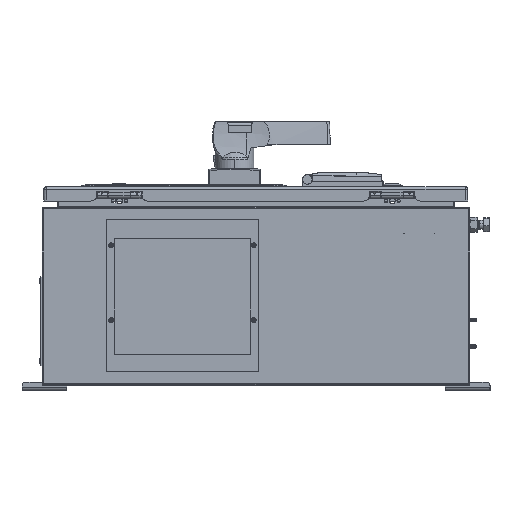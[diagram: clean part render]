
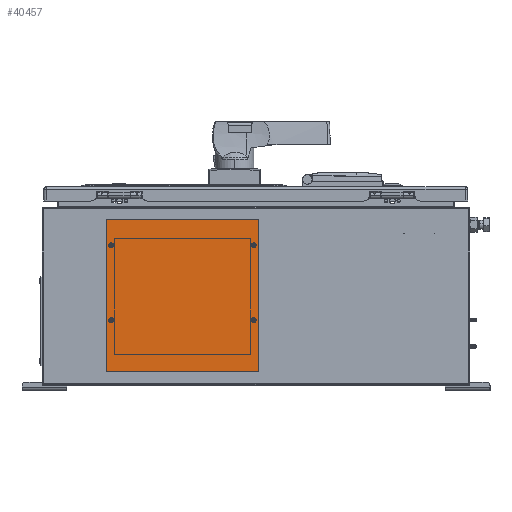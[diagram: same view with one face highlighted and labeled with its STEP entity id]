
A CAD part, left-side view. The second image highlights one B-rep face of the part: STEP entity #40457.
In plain terms, the highlighted planar face has unit normal (-1, 0, 0).
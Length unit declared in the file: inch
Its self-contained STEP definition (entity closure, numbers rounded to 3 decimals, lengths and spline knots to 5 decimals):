
#944 = VERTEX_POINT ( 'NONE', #53256 ) ;
#1876 = CARTESIAN_POINT ( 'NONE',  ( -12.0698, 0.13, 7.85 ) ) ;
#2119 = DIRECTION ( 'NONE',  ( 0., 0., 1. ) ) ;
#2227 = CARTESIAN_POINT ( 'NONE',  ( -12.0698, 0.0435, 7.85 ) ) ;
#2466 = CARTESIAN_POINT ( 'NONE',  ( -12.0698, 8.41125, 9.31875 ) ) ;
#3292 = EDGE_CURVE ( 'NONE', #46807, #43860, #34528, .T. ) ;
#3554 = AXIS2_PLACEMENT_3D ( 'NONE', #1876, #12477, #59188 ) ;
#3739 = VERTEX_POINT ( 'NONE', #60141 ) ;
#3839 = EDGE_LOOP ( 'NONE', ( #55764, #40413, #4151, #40370 ) ) ;
#3898 = DIRECTION ( 'NONE',  ( 0., -1., 0. ) ) ;
#4023 = CIRCLE ( 'NONE', #39920, 0.0865 ) ;
#4151 = ORIENTED_EDGE ( 'NONE', *, *, #40905, .F. ) ;
#6295 = EDGE_CURVE ( 'NONE', #32206, #55742, #29481, .T. ) ;
#6353 = FACE_BOUND ( 'NONE', #44770, .T. ) ;
#7451 = CARTESIAN_POINT ( 'NONE',  ( -12.0698, -0.15125, 0.75625 ) ) ;
#9000 = CARTESIAN_POINT ( 'NONE',  ( -12.0698, 0.13, 7.85 ) ) ;
#9545 = CARTESIAN_POINT ( 'NONE',  ( -12.0698, -0.15125, 9.31875 ) ) ;
#10048 = AXIS2_PLACEMENT_3D ( 'NONE', #24172, #13976, #29925 ) ;
#11052 = VERTEX_POINT ( 'NONE', #9545 ) ;
#11176 = AXIS2_PLACEMENT_3D ( 'NONE', #18943, #25098, #33884 ) ;
#11797 = CARTESIAN_POINT ( 'NONE',  ( -12.0698, 0.13, 3.64688 ) ) ;
#12030 = DIRECTION ( 'NONE',  ( 0., -1., 0. ) ) ;
#12477 = DIRECTION ( 'NONE',  ( 1., 0., 0. ) ) ;
#13000 = CARTESIAN_POINT ( 'NONE',  ( -12.0698, 8.41125, 0.75625 ) ) ;
#13412 = CIRCLE ( 'NONE', #3554, 0.0865 ) ;
#13976 = DIRECTION ( 'NONE',  ( 1., 0., 0. ) ) ;
#14137 = EDGE_CURVE ( 'NONE', #30844, #27150, #4023, .T. ) ;
#15198 = AXIS2_PLACEMENT_3D ( 'NONE', #30494, #41044, #36626 ) ;
#17265 = VECTOR ( 'NONE', #2119, 39.37008 ) ;
#17733 = CARTESIAN_POINT ( 'NONE',  ( -12.0698, 8.2165, 7.85 ) ) ;
#17765 = DIRECTION ( 'NONE',  ( 0., -1., 0. ) ) ;
#18943 = CARTESIAN_POINT ( 'NONE',  ( -12.0698, -0.15125, 0.75625 ) ) ;
#20544 = CIRCLE ( 'NONE', #31374, 0.0865 ) ;
#22571 = CARTESIAN_POINT ( 'NONE',  ( -12.0698, 8.13, 7.85 ) ) ;
#23296 = DIRECTION ( 'NONE',  ( 0., -1., 0. ) ) ;
#24172 = CARTESIAN_POINT ( 'NONE',  ( -12.0698, 0.13, 3.64688 ) ) ;
#25098 = DIRECTION ( 'NONE',  ( -1., 0., 0. ) ) ;
#26742 = ORIENTED_EDGE ( 'NONE', *, *, #52901, .T. ) ;
#27150 = VERTEX_POINT ( 'NONE', #37005 ) ;
#27383 = LINE ( 'NONE', #58780, #17265 ) ;
#27450 = DIRECTION ( 'NONE',  ( 0., -1., 0. ) ) ;
#28166 = FACE_OUTER_BOUND ( 'NONE', #3839, .T. ) ;
#28321 = EDGE_CURVE ( 'NONE', #43860, #46807, #13412, .T. ) ;
#29481 = CIRCLE ( 'NONE', #33781, 0.0865 ) ;
#29925 = DIRECTION ( 'NONE',  ( 0., -1., 0. ) ) ;
#30494 = CARTESIAN_POINT ( 'NONE',  ( -12.0698, 8.13, 7.85 ) ) ;
#30584 = CARTESIAN_POINT ( 'NONE',  ( -12.0698, 0.0435, 3.64688 ) ) ;
#30844 = VERTEX_POINT ( 'NONE', #30584 ) ;
#31374 = AXIS2_PLACEMENT_3D ( 'NONE', #60533, #55404, #3898 ) ;
#32206 = VERTEX_POINT ( 'NONE', #17733 ) ;
#32894 = FACE_BOUND ( 'NONE', #49888, .T. ) ;
#33781 = AXIS2_PLACEMENT_3D ( 'NONE', #22571, #49408, #17765 ) ;
#33884 = DIRECTION ( 'NONE',  ( 0., -1., 0. ) ) ;
#34528 = CIRCLE ( 'NONE', #43218, 0.0865 ) ;
#34568 = EDGE_LOOP ( 'NONE', ( #55180, #66011 ) ) ;
#36626 = DIRECTION ( 'NONE',  ( 0., -1., 0. ) ) ;
#37005 = CARTESIAN_POINT ( 'NONE',  ( -12.0698, 0.2165, 3.64688 ) ) ;
#38426 = DIRECTION ( 'NONE',  ( 0., 0., -1. ) ) ;
#38671 = PLANE ( 'NONE',  #11176 ) ;
#39356 = AXIS2_PLACEMENT_3D ( 'NONE', #43001, #63852, #12030 ) ;
#39920 = AXIS2_PLACEMENT_3D ( 'NONE', #11797, #54387, #27450 ) ;
#40301 = DIRECTION ( 'NONE',  ( 0., -1., 0. ) ) ;
#40370 = ORIENTED_EDGE ( 'NONE', *, *, #53135, .F. ) ;
#40413 = ORIENTED_EDGE ( 'NONE', *, *, #45659, .F. ) ;
#40457 = ADVANCED_FACE ( 'NONE', ( #64632, #43438, #6353, #32894, #28166 ), #38671, .T. ) ;
#40905 = EDGE_CURVE ( 'NONE', #49439, #11052, #49152, .T. ) ;
#41044 = DIRECTION ( 'NONE',  ( 1., 0., 0. ) ) ;
#41180 = CARTESIAN_POINT ( 'NONE',  ( -12.0698, 8.0435, 3.64688 ) ) ;
#41788 = ORIENTED_EDGE ( 'NONE', *, *, #45209, .T. ) ;
#43001 = CARTESIAN_POINT ( 'NONE',  ( -12.0698, 8.13, 3.64688 ) ) ;
#43205 = LINE ( 'NONE', #7451, #44551 ) ;
#43218 = AXIS2_PLACEMENT_3D ( 'NONE', #9000, #65571, #40301 ) ;
#43438 = FACE_BOUND ( 'NONE', #65908, .T. ) ;
#43860 = VERTEX_POINT ( 'NONE', #52479 ) ;
#44551 = VECTOR ( 'NONE', #38426, 39.37008 ) ;
#44643 = ORIENTED_EDGE ( 'NONE', *, *, #6295, .T. ) ;
#44770 = EDGE_LOOP ( 'NONE', ( #41788, #44643 ) ) ;
#45176 = CARTESIAN_POINT ( 'NONE',  ( -12.0698, 8.2165, 3.64688 ) ) ;
#45209 = EDGE_CURVE ( 'NONE', #55742, #32206, #64183, .T. ) ;
#45322 = VECTOR ( 'NONE', #48397, 39.37008 ) ;
#45659 = EDGE_CURVE ( 'NONE', #11052, #3739, #43205, .T. ) ;
#46241 = VECTOR ( 'NONE', #23296, 39.37008 ) ;
#46807 = VERTEX_POINT ( 'NONE', #2227 ) ;
#47031 = CIRCLE ( 'NONE', #10048, 0.0865 ) ;
#48397 = DIRECTION ( 'NONE',  ( 0., 1., 0. ) ) ;
#48452 = ORIENTED_EDGE ( 'NONE', *, *, #3292, .T. ) ;
#48971 = VERTEX_POINT ( 'NONE', #45176 ) ;
#49152 = LINE ( 'NONE', #2466, #46241 ) ;
#49408 = DIRECTION ( 'NONE',  ( 1., 0., 0. ) ) ;
#49439 = VERTEX_POINT ( 'NONE', #67307 ) ;
#49888 = EDGE_LOOP ( 'NONE', ( #26742, #54706 ) ) ;
#50105 = CIRCLE ( 'NONE', #39356, 0.0865 ) ;
#50721 = EDGE_CURVE ( 'NONE', #3739, #944, #58341, .T. ) ;
#52479 = CARTESIAN_POINT ( 'NONE',  ( -12.0698, 0.2165, 7.85 ) ) ;
#52901 = EDGE_CURVE ( 'NONE', #58380, #48971, #20544, .T. ) ;
#53135 = EDGE_CURVE ( 'NONE', #944, #49439, #27383, .T. ) ;
#53256 = CARTESIAN_POINT ( 'NONE',  ( -12.0698, 8.41125, 0.75625 ) ) ;
#54387 = DIRECTION ( 'NONE',  ( 1., 0., 0. ) ) ;
#54706 = ORIENTED_EDGE ( 'NONE', *, *, #64559, .T. ) ;
#55180 = ORIENTED_EDGE ( 'NONE', *, *, #14137, .T. ) ;
#55404 = DIRECTION ( 'NONE',  ( 1., 0., 0. ) ) ;
#55742 = VERTEX_POINT ( 'NONE', #57166 ) ;
#55764 = ORIENTED_EDGE ( 'NONE', *, *, #50721, .F. ) ;
#56277 = EDGE_CURVE ( 'NONE', #27150, #30844, #47031, .T. ) ;
#57166 = CARTESIAN_POINT ( 'NONE',  ( -12.0698, 8.0435, 7.85 ) ) ;
#58341 = LINE ( 'NONE', #13000, #45322 ) ;
#58380 = VERTEX_POINT ( 'NONE', #41180 ) ;
#58780 = CARTESIAN_POINT ( 'NONE',  ( -12.0698, 8.41125, 0.75625 ) ) ;
#59188 = DIRECTION ( 'NONE',  ( 0., -1., 0. ) ) ;
#60141 = CARTESIAN_POINT ( 'NONE',  ( -12.0698, -0.15125, 0.75625 ) ) ;
#60533 = CARTESIAN_POINT ( 'NONE',  ( -12.0698, 8.13, 3.64688 ) ) ;
#63852 = DIRECTION ( 'NONE',  ( 1., 0., 0. ) ) ;
#64183 = CIRCLE ( 'NONE', #15198, 0.0865 ) ;
#64559 = EDGE_CURVE ( 'NONE', #48971, #58380, #50105, .T. ) ;
#64632 = FACE_BOUND ( 'NONE', #34568, .T. ) ;
#65571 = DIRECTION ( 'NONE',  ( 1., 0., 0. ) ) ;
#65908 = EDGE_LOOP ( 'NONE', ( #48452, #66267 ) ) ;
#66011 = ORIENTED_EDGE ( 'NONE', *, *, #56277, .T. ) ;
#66267 = ORIENTED_EDGE ( 'NONE', *, *, #28321, .T. ) ;
#67307 = CARTESIAN_POINT ( 'NONE',  ( -12.0698, 8.41125, 9.31875 ) ) ;
